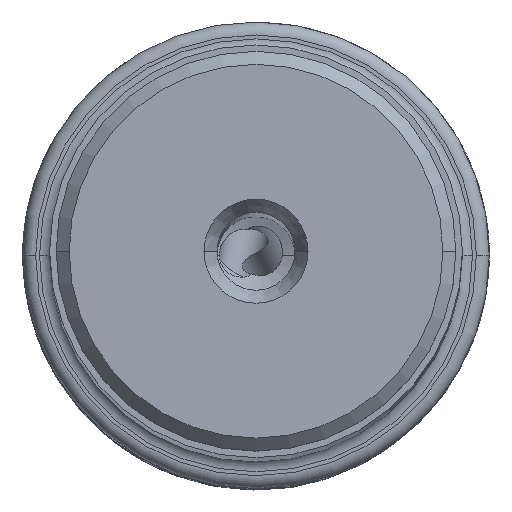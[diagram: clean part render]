
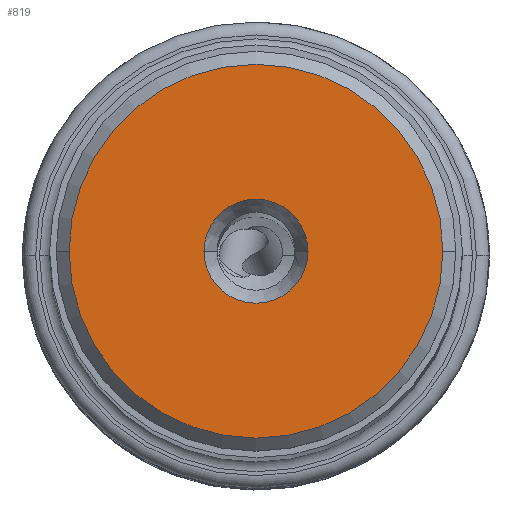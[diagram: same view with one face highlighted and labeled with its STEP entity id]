
A CAD part, top view. The second image highlights one B-rep face of the part: STEP entity #819.
In plain terms, the highlighted planar face has unit normal (0, 0, 1).
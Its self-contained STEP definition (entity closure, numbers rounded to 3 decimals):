
#607=PLANE('',#7547);
#819=ADVANCED_FACE('',(#1211,#1212),#607,.T.);
#1211=FACE_BOUND('',#1390,.T.);
#1212=FACE_BOUND('',#1391,.T.);
#1390=EDGE_LOOP('',(#3707,#3708,#3709,#3710));
#1391=EDGE_LOOP('',(#3711,#3712));
#3707=ORIENTED_EDGE('',*,*,#6128,.F.);
#3708=ORIENTED_EDGE('',*,*,#6129,.F.);
#3709=ORIENTED_EDGE('',*,*,#6130,.F.);
#3710=ORIENTED_EDGE('',*,*,#6131,.F.);
#3711=ORIENTED_EDGE('',*,*,#6127,.F.);
#3712=ORIENTED_EDGE('',*,*,#6132,.F.);
#5258=VERTEX_POINT('',#13975);
#5259=VERTEX_POINT('',#13977);
#5260=VERTEX_POINT('',#13981);
#5261=VERTEX_POINT('',#13982);
#5262=VERTEX_POINT('',#13984);
#5263=VERTEX_POINT('',#13986);
#6127=EDGE_CURVE('',#5259,#5258,#6778,.T.);
#6128=EDGE_CURVE('',#5260,#5261,#6779,.T.);
#6129=EDGE_CURVE('',#5262,#5260,#6780,.T.);
#6130=EDGE_CURVE('',#5263,#5262,#6781,.T.);
#6131=EDGE_CURVE('',#5261,#5263,#6782,.T.);
#6132=EDGE_CURVE('',#5258,#5259,#6783,.T.);
#6778=CIRCLE('',#7540,4.);
#6779=CIRCLE('',#7542,14.375);
#6780=CIRCLE('',#7543,14.375);
#6781=CIRCLE('',#7544,14.375);
#6782=CIRCLE('',#7545,14.375);
#6783=CIRCLE('',#7546,4.);
#7540=AXIS2_PLACEMENT_3D('',#13978,#8855,#8856);
#7542=AXIS2_PLACEMENT_3D('',#13980,#8859,#8860);
#7543=AXIS2_PLACEMENT_3D('',#13983,#8861,#8862);
#7544=AXIS2_PLACEMENT_3D('',#13985,#8863,#8864);
#7545=AXIS2_PLACEMENT_3D('',#13987,#8865,#8866);
#7546=AXIS2_PLACEMENT_3D('',#13988,#8867,#8868);
#7547=AXIS2_PLACEMENT_3D('',#13989,#8869,#8870);
#8855=DIRECTION('',(0.,0.,1.));
#8856=DIRECTION('',(1.,0.,0.));
#8859=DIRECTION('',(0.,0.,-1.));
#8860=DIRECTION('',(0.,1.,0.));
#8861=DIRECTION('',(0.,0.,-1.));
#8862=DIRECTION('',(-1.,0.,0.));
#8863=DIRECTION('',(0.,0.,-1.));
#8864=DIRECTION('',(0.,-1.,0.));
#8865=DIRECTION('',(0.,0.,-1.));
#8866=DIRECTION('',(1.,0.,0.));
#8867=DIRECTION('',(0.,0.,1.));
#8868=DIRECTION('',(-1.,0.,0.));
#8869=DIRECTION('',(0.,0.,1.));
#8870=DIRECTION('',(1.,0.,0.));
#13975=CARTESIAN_POINT('',(-4.,0.,0.));
#13977=CARTESIAN_POINT('',(4.,0.,0.));
#13978=CARTESIAN_POINT('',(0.,0.,0.));
#13980=CARTESIAN_POINT('',(0.,0.,0.));
#13981=CARTESIAN_POINT('',(0.,14.375,0.));
#13982=CARTESIAN_POINT('',(14.375,0.,0.));
#13983=CARTESIAN_POINT('',(0.,0.,0.));
#13984=CARTESIAN_POINT('',(-14.375,0.,0.));
#13985=CARTESIAN_POINT('',(0.,0.,0.));
#13986=CARTESIAN_POINT('',(0.,-14.375,0.));
#13987=CARTESIAN_POINT('',(0.,0.,0.));
#13988=CARTESIAN_POINT('',(0.,0.,0.));
#13989=CARTESIAN_POINT('',(0.,0.,0.));
